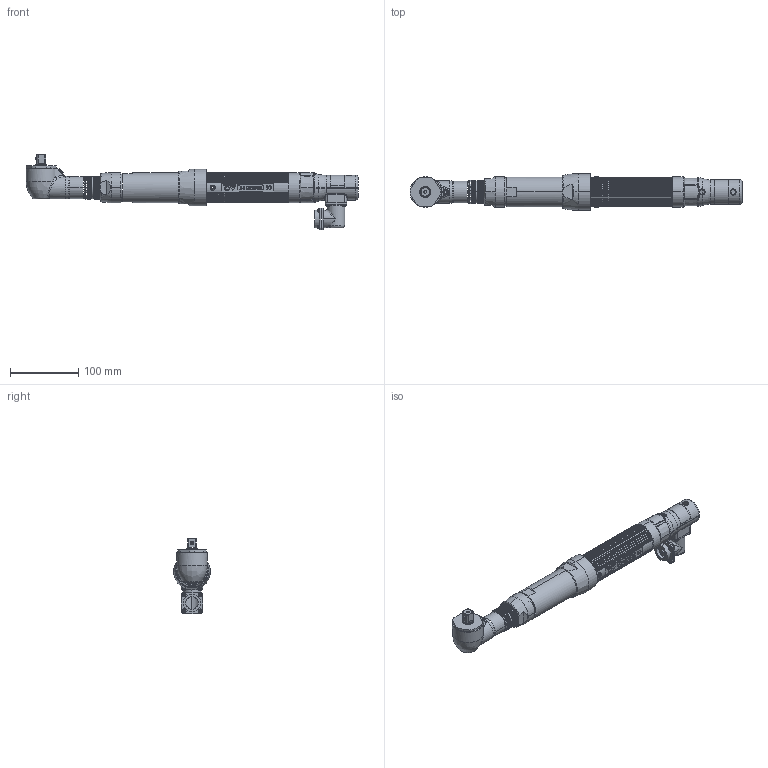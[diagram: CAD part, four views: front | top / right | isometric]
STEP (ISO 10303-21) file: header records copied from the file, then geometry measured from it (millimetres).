
FILE_DESCRIPTION((''),'2;1');
FILE_NAME('EB34MA22A-115','2012-08-02T',('EJF1116'),(''),'PRO/ENGINEER BY PARAMETRIC TECHNOLOGY CORPORATION, 2010430','PRO/ENGINEER BY PARAMETRIC TECHNOLOGY CORPORATION, 2010430','');
FILE_SCHEMA(('CONFIG_CONTROL_DESIGN'));
Length unit declared in the file: inch
Products named in the file (1): EB34MA22A-115
Bounding box: 485.05 x 53.48 x 109.79 mm (x, y, z)
Surface area: 87416.9 mm2 (no closed solid volume)
Topology: 0 solids, 149 shells, 625 faces, 3619 edges, 3050 vertices
Faces by surface type: cylinder 310, plane 207, bspline 46, torus 37, cone 23, extrusion 2
Entity records: 41477 total; most frequent: CARTESIAN_POINT 16011, DIRECTION 4768, ORIENTED_EDGE 4430, EDGE_CURVE 3619, VERTEX_POINT 3050, VECTOR 1722, LINE 1720, AXIS2_PLACEMENT_3D 1523
